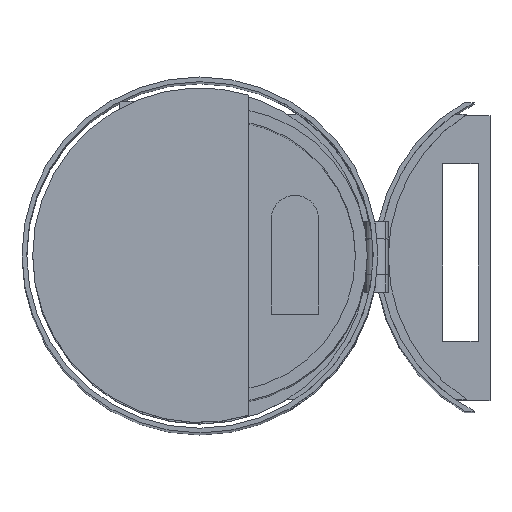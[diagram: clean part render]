
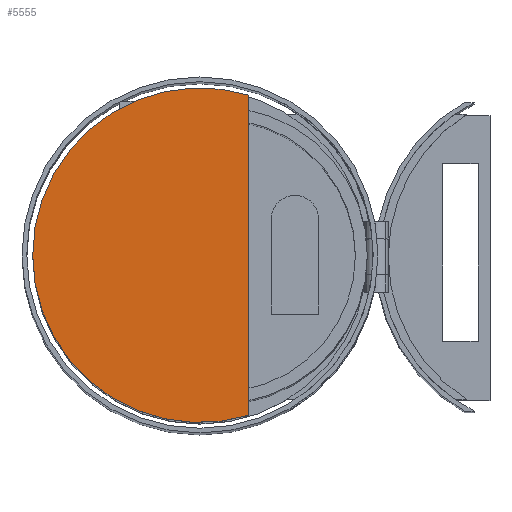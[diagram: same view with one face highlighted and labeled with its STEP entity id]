
A CAD part, top view. The second image highlights one B-rep face of the part: STEP entity #5555.
In plain terms, the highlighted planar face has unit normal (0, 0, 1).
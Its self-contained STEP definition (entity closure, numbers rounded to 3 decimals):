
#319=CIRCLE('',#6033,70.5);
#484=FACE_OUTER_BOUND('',#798,.T.);
#798=EDGE_LOOP('',(#3717,#3718));
#1138=LINE('',#8135,#1747);
#1747=VECTOR('',#6532,10.);
#2356=VERTEX_POINT('',#8133);
#2357=VERTEX_POINT('',#8134);
#2895=EDGE_CURVE('',#2356,#2357,#1138,.T.);
#2900=EDGE_CURVE('',#2357,#2356,#319,.T.);
#3717=ORIENTED_EDGE('',*,*,#2895,.T.);
#3718=ORIENTED_EDGE('',*,*,#2900,.T.);
#5333=PLANE('',#6034);
#5555=ADVANCED_FACE('',(#484),#5333,.T.);
#6033=AXIS2_PLACEMENT_3D('',#8144,#6542,#6543);
#6034=AXIS2_PLACEMENT_3D('',#8145,#6544,#6545);
#6532=DIRECTION('',(1.,0.,0.));
#6542=DIRECTION('center_axis',(0.,0.,1.));
#6543=DIRECTION('ref_axis',(1.,0.,0.));
#6544=DIRECTION('center_axis',(0.,0.,1.));
#6545=DIRECTION('ref_axis',(1.,0.,0.));
#8133=CARTESIAN_POINT('',(-67.439,-20.548,20.));
#8134=CARTESIAN_POINT('',(67.439,-20.548,20.));
#8135=CARTESIAN_POINT('',(-33.72,-20.548,20.));
#8144=CARTESIAN_POINT('Origin',(0.,0.,20.));
#8145=CARTESIAN_POINT('Origin',(0.,0.,20.));
